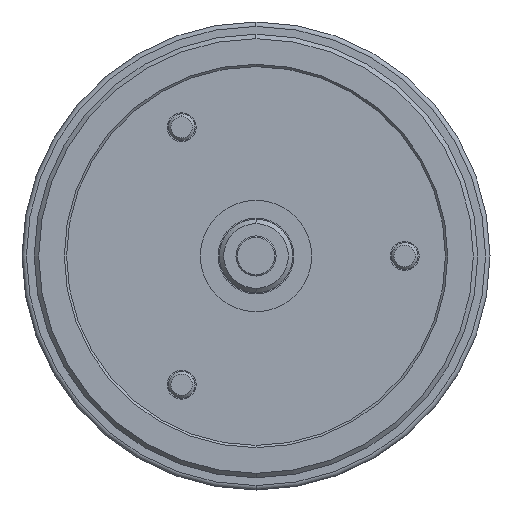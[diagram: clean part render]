
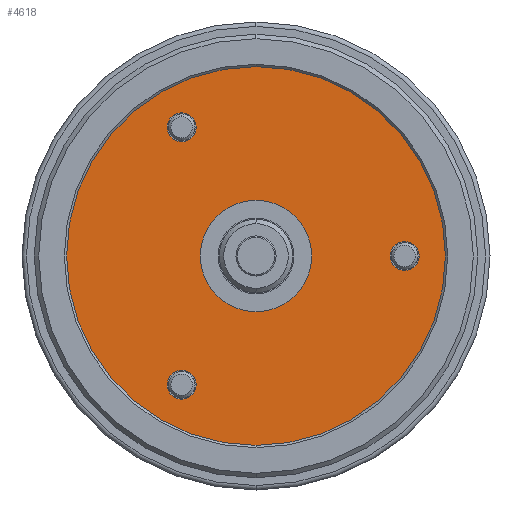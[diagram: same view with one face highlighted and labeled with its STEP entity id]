
A CAD part, left-side view. The second image highlights one B-rep face of the part: STEP entity #4618.
In plain terms, the highlighted planar face has unit normal (-1, 0, 0).
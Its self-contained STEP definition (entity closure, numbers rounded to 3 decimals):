
#105 = FACE_BOUND ( 'NONE', #2100, .T. ) ;
#565 = VERTEX_POINT ( 'NONE', #710 ) ;
#602 = ORIENTED_EDGE ( 'NONE', *, *, #8889, .F. ) ;
#631 = FACE_BOUND ( 'NONE', #8560, .T. ) ;
#638 = AXIS2_PLACEMENT_3D ( 'NONE', #9019, #3819, #9855 ) ;
#644 = DIRECTION ( 'NONE',  ( 0., 0., 1. ) ) ;
#673 = CARTESIAN_POINT ( 'NONE',  ( 5., 0., 85. ) ) ;
#710 = CARTESIAN_POINT ( 'NONE',  ( 5., 33.35, -64.264 ) ) ;
#757 = ORIENTED_EDGE ( 'NONE', *, *, #4304, .F. ) ;
#910 = CARTESIAN_POINT ( 'NONE',  ( 5., -66.7, 0. ) ) ;
#976 = CARTESIAN_POINT ( 'NONE',  ( 5., 0., 0. ) ) ;
#1135 = EDGE_CURVE ( 'NONE', #9310, #6765, #1141, .T. ) ;
#1141 = CIRCLE ( 'NONE', #8542, 25. ) ;
#1335 = DIRECTION ( 'NONE',  ( 1., 0., 0. ) ) ;
#1373 = CARTESIAN_POINT ( 'NONE',  ( 5., 0., 0. ) ) ;
#1568 = VERTEX_POINT ( 'NONE', #7581 ) ;
#1781 = DIRECTION ( 'NONE',  ( 0., 0., 1. ) ) ;
#1796 = CARTESIAN_POINT ( 'NONE',  ( 5., 33.35, 57.764 ) ) ;
#1834 = DIRECTION ( 'NONE',  ( 0., 0., 1. ) ) ;
#1873 = EDGE_CURVE ( 'NONE', #6972, #10450, #9681, .T. ) ;
#2058 = AXIS2_PLACEMENT_3D ( 'NONE', #9048, #9162, #9198 ) ;
#2100 = EDGE_LOOP ( 'NONE', ( #4808, #5232 ) ) ;
#2597 = EDGE_CURVE ( 'NONE', #565, #9989, #8603, .T. ) ;
#2648 = DIRECTION ( 'NONE',  ( 0., 0., 1. ) ) ;
#2909 = EDGE_CURVE ( 'NONE', #9989, #565, #3467, .T. ) ;
#2928 = CIRCLE ( 'NONE', #5503, 85. ) ;
#2980 = AXIS2_PLACEMENT_3D ( 'NONE', #8412, #8291, #8221 ) ;
#3056 = CARTESIAN_POINT ( 'NONE',  ( 5., 0., 0. ) ) ;
#3467 = CIRCLE ( 'NONE', #2980, 6.5 ) ;
#3559 = VERTEX_POINT ( 'NONE', #5704 ) ;
#3819 = DIRECTION ( 'NONE',  ( -1., 0., 0. ) ) ;
#3905 = DIRECTION ( 'NONE',  ( 0., 0., -1. ) ) ;
#3945 = DIRECTION ( 'NONE',  ( -1., 0., 0. ) ) ;
#4304 = EDGE_CURVE ( 'NONE', #5752, #1568, #9914, .T. ) ;
#4618 = ADVANCED_FACE ( 'NONE', ( #4644, #631, #105, #8979, #6696 ), #10649, .T. ) ;
#4644 = FACE_OUTER_BOUND ( 'NONE', #4658, .T. ) ;
#4658 = EDGE_LOOP ( 'NONE', ( #11039, #9771 ) ) ;
#4659 = ORIENTED_EDGE ( 'NONE', *, *, #1135, .F. ) ;
#4808 = ORIENTED_EDGE ( 'NONE', *, *, #2597, .F. ) ;
#4838 = DIRECTION ( 'NONE',  ( -1., 0., 0. ) ) ;
#4890 = AXIS2_PLACEMENT_3D ( 'NONE', #910, #6927, #1781 ) ;
#4943 = EDGE_LOOP ( 'NONE', ( #4659, #602 ) ) ;
#4972 = DIRECTION ( 'NONE',  ( 0., 0., -1. ) ) ;
#5232 = ORIENTED_EDGE ( 'NONE', *, *, #2909, .F. ) ;
#5386 = CIRCLE ( 'NONE', #9782, 6.5 ) ;
#5434 = CARTESIAN_POINT ( 'NONE',  ( 5., 0., 25. ) ) ;
#5503 = AXIS2_PLACEMENT_3D ( 'NONE', #3056, #9098, #3905 ) ;
#5536 = AXIS2_PLACEMENT_3D ( 'NONE', #10927, #5800, #644 ) ;
#5704 = CARTESIAN_POINT ( 'NONE',  ( 5., 33.35, 51.264 ) ) ;
#5752 = VERTEX_POINT ( 'NONE', #6194 ) ;
#5800 = DIRECTION ( 'NONE',  ( -1., 0., 0. ) ) ;
#5949 = EDGE_CURVE ( 'NONE', #6830, #3559, #6766, .T. ) ;
#5989 = EDGE_LOOP ( 'NONE', ( #6526, #6986 ) ) ;
#6061 = CARTESIAN_POINT ( 'NONE',  ( 5., 33.35, -51.264 ) ) ;
#6194 = CARTESIAN_POINT ( 'NONE',  ( 5., -66.7, 6.5 ) ) ;
#6526 = ORIENTED_EDGE ( 'NONE', *, *, #7160, .F. ) ;
#6572 = CIRCLE ( 'NONE', #9890, 25. ) ;
#6696 = FACE_BOUND ( 'NONE', #4943, .T. ) ;
#6746 = AXIS2_PLACEMENT_3D ( 'NONE', #1373, #1335, #4972 ) ;
#6765 = VERTEX_POINT ( 'NONE', #5434 ) ;
#6766 = CIRCLE ( 'NONE', #638, 6.5 ) ;
#6830 = VERTEX_POINT ( 'NONE', #9780 ) ;
#6927 = DIRECTION ( 'NONE',  ( -1., 0., 0. ) ) ;
#6972 = VERTEX_POINT ( 'NONE', #7593 ) ;
#6986 = ORIENTED_EDGE ( 'NONE', *, *, #5949, .F. ) ;
#6995 = DIRECTION ( 'NONE',  ( -1., 0., 0. ) ) ;
#7160 = EDGE_CURVE ( 'NONE', #3559, #6830, #5386, .T. ) ;
#7581 = CARTESIAN_POINT ( 'NONE',  ( 5., -66.7, -6.5 ) ) ;
#7593 = CARTESIAN_POINT ( 'NONE',  ( 5., 0., -85. ) ) ;
#7639 = AXIS2_PLACEMENT_3D ( 'NONE', #9140, #3945, #9990 ) ;
#7806 = DIRECTION ( 'NONE',  ( -1., 0., 0. ) ) ;
#8105 = EDGE_CURVE ( 'NONE', #1568, #5752, #10470, .T. ) ;
#8142 = ORIENTED_EDGE ( 'NONE', *, *, #8105, .F. ) ;
#8221 = DIRECTION ( 'NONE',  ( 0., 0., 1. ) ) ;
#8291 = DIRECTION ( 'NONE',  ( -1., 0., 0. ) ) ;
#8412 = CARTESIAN_POINT ( 'NONE',  ( 5., 33.35, -57.764 ) ) ;
#8479 = EDGE_CURVE ( 'NONE', #10450, #6972, #2928, .T. ) ;
#8542 = AXIS2_PLACEMENT_3D ( 'NONE', #10920, #4838, #10070 ) ;
#8560 = EDGE_LOOP ( 'NONE', ( #8142, #757 ) ) ;
#8603 = CIRCLE ( 'NONE', #2058, 6.5 ) ;
#8889 = EDGE_CURVE ( 'NONE', #6765, #9310, #6572, .T. ) ;
#8979 = FACE_BOUND ( 'NONE', #5989, .T. ) ;
#9019 = CARTESIAN_POINT ( 'NONE',  ( 5., 33.35, 57.764 ) ) ;
#9048 = CARTESIAN_POINT ( 'NONE',  ( 5., 33.35, -57.764 ) ) ;
#9098 = DIRECTION ( 'NONE',  ( 1., 0., 0. ) ) ;
#9140 = CARTESIAN_POINT ( 'NONE',  ( 5., 85., 0. ) ) ;
#9162 = DIRECTION ( 'NONE',  ( -1., 0., 0. ) ) ;
#9198 = DIRECTION ( 'NONE',  ( 0., 0., 1. ) ) ;
#9310 = VERTEX_POINT ( 'NONE', #10898 ) ;
#9681 = CIRCLE ( 'NONE', #6746, 85. ) ;
#9771 = ORIENTED_EDGE ( 'NONE', *, *, #8479, .F. ) ;
#9780 = CARTESIAN_POINT ( 'NONE',  ( 5., 33.35, 64.264 ) ) ;
#9782 = AXIS2_PLACEMENT_3D ( 'NONE', #1796, #7806, #2648 ) ;
#9855 = DIRECTION ( 'NONE',  ( 0., 0., 1. ) ) ;
#9890 = AXIS2_PLACEMENT_3D ( 'NONE', #976, #6995, #1834 ) ;
#9914 = CIRCLE ( 'NONE', #5536, 6.5 ) ;
#9989 = VERTEX_POINT ( 'NONE', #6061 ) ;
#9990 = DIRECTION ( 'NONE',  ( 0., 0., 1. ) ) ;
#10070 = DIRECTION ( 'NONE',  ( 0., 0., 1. ) ) ;
#10450 = VERTEX_POINT ( 'NONE', #673 ) ;
#10470 = CIRCLE ( 'NONE', #4890, 6.5 ) ;
#10649 = PLANE ( 'NONE',  #7639 ) ;
#10898 = CARTESIAN_POINT ( 'NONE',  ( 5., 0., -25. ) ) ;
#10920 = CARTESIAN_POINT ( 'NONE',  ( 5., 0., 0. ) ) ;
#10927 = CARTESIAN_POINT ( 'NONE',  ( 5., -66.7, 0. ) ) ;
#11039 = ORIENTED_EDGE ( 'NONE', *, *, #1873, .F. ) ;
